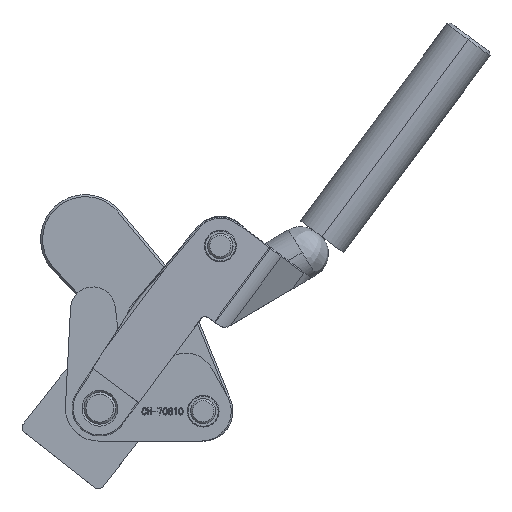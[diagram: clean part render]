
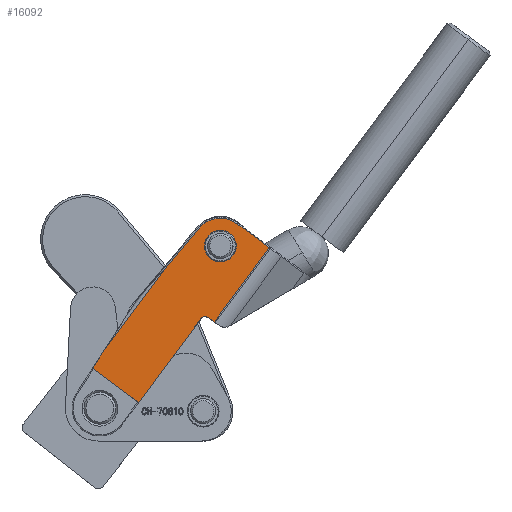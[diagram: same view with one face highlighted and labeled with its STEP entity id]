
A CAD part, top view. The second image highlights one B-rep face of the part: STEP entity #16092.
In plain terms, the highlighted face is planar.
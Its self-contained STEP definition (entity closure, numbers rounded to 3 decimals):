
#1869 = CARTESIAN_POINT ( 'NONE',  ( -93.7, 0., 52.337 ) ) ;
#2172 = CARTESIAN_POINT ( 'NONE',  ( -109.7, 0., 52.337 ) ) ;
#2909 = ORIENTED_EDGE ( 'NONE', *, *, #33497, .F. ) ;
#4289 = CARTESIAN_POINT ( 'NONE',  ( -110.362, -13.512, 51.536 ) ) ;
#5139 = AXIS2_PLACEMENT_3D ( 'NONE', #33556, #61461, #40621 ) ;
#6743 = CARTESIAN_POINT ( 'NONE',  ( -68.958, 14.791, 53.213 ) ) ;
#7966 = LINE ( 'NONE', #84656, #80370 ) ;
#9253 = ORIENTED_EDGE ( 'NONE', *, *, #64315, .T. ) ;
#9323 = VECTOR ( 'NONE', #58506, 1000. ) ;
#9506 = CARTESIAN_POINT ( 'NONE',  ( -115.7, 0., 52.337 ) ) ;
#11104 = CARTESIAN_POINT ( 'NONE',  ( 0., 14., 53.166 ) ) ;
#12057 = CARTESIAN_POINT ( 'NONE',  ( -69.151, 20.34, 53.542 ) ) ;
#12900 = CARTESIAN_POINT ( 'NONE',  ( 0.899, -13.971, 51.509 ) ) ;
#13247 = VERTEX_POINT ( 'NONE', #84827 ) ;
#13674 = CARTESIAN_POINT ( 'NONE',  ( -14., -14.92, 51.453 ) ) ;
#14869 = VERTEX_POINT ( 'NONE', #61020 ) ;
#16092 = ADVANCED_FACE ( 'NONE', ( #19106, #37786 ), #26471, .T. ) ;
#16250 = CARTESIAN_POINT ( 'NONE',  ( 14., 20.34, 53.542 ) ) ;
#16439 = VECTOR ( 'NONE', #30326, 1000. ) ;
#17184 = CARTESIAN_POINT ( 'NONE',  ( -93.7, -16., 51.389 ) ) ;
#19106 = FACE_OUTER_BOUND ( 'NONE', #76101, .T. ) ;
#20084 = ORIENTED_EDGE ( 'NONE', *, *, #81899, .T. ) ;
#21109 = EDGE_CURVE ( 'NONE', #83082, #42147, #32686, .T. ) ;
#21583 = CARTESIAN_POINT ( 'NONE',  ( -109.7, 0., 52.337 ) ) ;
#22974 = EDGE_CURVE ( 'NONE', #61108, #14869, #81716, .T. ) ;
#24136 = ORIENTED_EDGE ( 'NONE', *, *, #25559, .T. ) ;
#24946 = DIRECTION ( 'NONE',  ( -0.035, 0.998, 0.059 ) ) ;
#25465 = VERTEX_POINT ( 'NONE', #67763 ) ;
#25559 = EDGE_CURVE ( 'NONE', #64230, #42147, #73829, .T. ) ;
#25725 =( BOUNDED_CURVE ( )  B_SPLINE_CURVE ( 3, ( #86772, #87074, #17184, #66253 ),
 .UNSPECIFIED., .F., .F. ) 
 B_SPLINE_CURVE_WITH_KNOTS ( ( 4, 4 ),
 ( 4.712, 7.854 ),
 .UNSPECIFIED. ) 
 CURVE ( )  GEOMETRIC_REPRESENTATION_ITEM ( )  RATIONAL_B_SPLINE_CURVE ( ( 1., 0.333, 0.333, 1. ) ) 
 REPRESENTATION_ITEM ( '' )  );
#25983 = VERTEX_POINT ( 'NONE', #67061 ) ;
#26471 = PLANE ( 'NONE',  #5139 ) ;
#26948 = VERTEX_POINT ( 'NONE', #36233 ) ;
#30326 = DIRECTION ( 'NONE',  ( -1., 0., 0. ) ) ;
#30454 = VECTOR ( 'NONE', #57979, 1000. ) ;
#30823 = ORIENTED_EDGE ( 'NONE', *, *, #21109, .F. ) ;
#32094 = ORIENTED_EDGE ( 'NONE', *, *, #69632, .T. ) ;
#32198 = DIRECTION ( 'NONE',  ( -1., 0., 0. ) ) ;
#32686 = LINE ( 'NONE', #36884, #30454 ) ;
#33497 = EDGE_CURVE ( 'NONE', #64230, #13247, #53589, .T. ) ;
#33556 = CARTESIAN_POINT ( 'NONE',  ( 14., -15.618, 51.411 ) ) ;
#34371 = EDGE_CURVE ( 'NONE', #25983, #82994, #74655, .T. ) ;
#34448 = EDGE_CURVE ( 'NONE', #82994, #25983, #25725, .T. ) ;
#36233 = CARTESIAN_POINT ( 'NONE',  ( -66.999, 14., 53.166 ) ) ;
#36884 = CARTESIAN_POINT ( 'NONE',  ( -14., -15.618, 51.411 ) ) ;
#37148 = CARTESIAN_POINT ( 'NONE',  ( -93.7, 16., 53.285 ) ) ;
#37786 = FACE_BOUND ( 'NONE', #43137, .T. ) ;
#39230 = CARTESIAN_POINT ( 'NONE',  ( -115.7, -0.03, 52.335 ) ) ;
#40621 = DIRECTION ( 'NONE',  ( 0., -0.998, -0.059 ) ) ;
#41697 = CARTESIAN_POINT ( 'NONE',  ( -66.999, 14., 53.166 ) ) ;
#42147 = VERTEX_POINT ( 'NONE', #13674 ) ;
#42626 = EDGE_CURVE ( 'NONE', #72901, #13247, #7966, .T. ) ;
#43137 = EDGE_LOOP ( 'NONE', ( #55687, #86502 ) ) ;
#44146 = CARTESIAN_POINT ( 'NONE',  ( -109.7, 16., 53.285 ) ) ;
#45597 = VECTOR ( 'NONE', #24946, 1000. ) ;
#48710 = ORIENTED_EDGE ( 'NONE', *, *, #42626, .T. ) ;
#50177 =( BOUNDED_CURVE ( )  B_SPLINE_CURVE ( 3, ( #41697, #69597, #6743, #55733 ),
 .UNSPECIFIED., .F., .F. ) 
 B_SPLINE_CURVE_WITH_KNOTS ( ( 4, 4 ),
 ( 0., 1.536 ),
 .UNSPECIFIED. ) 
 CURVE ( )  GEOMETRIC_REPRESENTATION_ITEM ( )  RATIONAL_B_SPLINE_CURVE ( ( 1., 0.813, 0.813, 1. ) ) 
 REPRESENTATION_ITEM ( '' )  );
#51145 = VECTOR ( 'NONE', #32198, 1000. ) ;
#51520 = ORIENTED_EDGE ( 'NONE', *, *, #69377, .T. ) ;
#52458 = LINE ( 'NONE', #16250, #16439 ) ;
#52844 = CARTESIAN_POINT ( 'NONE',  ( -68.998, 15.961, 53.282 ) ) ;
#53291 = CARTESIAN_POINT ( 'NONE',  ( -102.58, -14.002, 51.507 ) ) ;
#53589 = LINE ( 'NONE', #62124, #88723 ) ;
#54848 = DIRECTION ( 'NONE',  ( 0.998, 0.064, 0.004 ) ) ;
#55231 = ORIENTED_EDGE ( 'NONE', *, *, #79289, .T. ) ;
#55687 = ORIENTED_EDGE ( 'NONE', *, *, #34448, .F. ) ;
#55733 = CARTESIAN_POINT ( 'NONE',  ( -68.997, 15.93, 53.28 ) ) ;
#57325 = VECTOR ( 'NONE', #54848, 1000. ) ;
#57979 = DIRECTION ( 'NONE',  ( 0., -0.998, -0.059 ) ) ;
#58506 = DIRECTION ( 'NONE',  ( 0., -0.998, -0.059 ) ) ;
#60482 = CARTESIAN_POINT ( 'NONE',  ( -115.7, 20.34, 53.542 ) ) ;
#61020 = CARTESIAN_POINT ( 'NONE',  ( -115.7, -0.03, 52.335 ) ) ;
#61108 = VERTEX_POINT ( 'NONE', #60482 ) ;
#61461 = DIRECTION ( 'NONE',  ( 0., -0.059, 0.998 ) ) ;
#62124 = CARTESIAN_POINT ( 'NONE',  ( 14., -15.618, 51.411 ) ) ;
#64173 = ORIENTED_EDGE ( 'NONE', *, *, #22974, .T. ) ;
#64230 = VERTEX_POINT ( 'NONE', #64397 ) ;
#64257 = LINE ( 'NONE', #52844, #45597 ) ;
#64315 = EDGE_CURVE ( 'NONE', #68216, #61108, #52458, .T. ) ;
#64397 = CARTESIAN_POINT ( 'NONE',  ( -24.959, -15.618, 51.411 ) ) ;
#66253 = CARTESIAN_POINT ( 'NONE',  ( -93.7, 0., 52.337 ) ) ;
#67061 = CARTESIAN_POINT ( 'NONE',  ( -93.7, 0., 52.337 ) ) ;
#67763 = CARTESIAN_POINT ( 'NONE',  ( -68.997, 15.93, 53.28 ) ) ;
#68216 = VERTEX_POINT ( 'NONE', #12057 ) ;
#69377 = EDGE_CURVE ( 'NONE', #83082, #26948, #69865, .T. ) ;
#69597 = CARTESIAN_POINT ( 'NONE',  ( -68.138, 14., 53.166 ) ) ;
#69632 = EDGE_CURVE ( 'NONE', #26948, #25465, #50177, .T. ) ;
#69865 = LINE ( 'NONE', #11104, #51145 ) ;
#70429 =( BOUNDED_CURVE ( )  B_SPLINE_CURVE ( 3, ( #39230, #81230, #4289, #53291 ),
 .UNSPECIFIED., .F., .F. ) 
 B_SPLINE_CURVE_WITH_KNOTS ( ( 4, 4 ),
 ( 4.712, 6.22 ),
 .UNSPECIFIED. ) 
 CURVE ( )  GEOMETRIC_REPRESENTATION_ITEM ( )  RATIONAL_B_SPLINE_CURVE ( ( 1., 0.819, 0.819, 1. ) ) 
 REPRESENTATION_ITEM ( '' )  );
#70881 = DIRECTION ( 'NONE',  ( 0.998, -0.063, -0.004 ) ) ;
#72901 = VERTEX_POINT ( 'NONE', #74799 ) ;
#73829 = LINE ( 'NONE', #12900, #57325 ) ;
#74655 =( BOUNDED_CURVE ( )  B_SPLINE_CURVE ( 3, ( #1869, #37148, #44146, #2172 ),
 .UNSPECIFIED., .F., .T. ) 
 B_SPLINE_CURVE_WITH_KNOTS ( ( 4, 4 ),
 ( 1.571, 4.712 ),
 .UNSPECIFIED. ) 
 CURVE ( )  GEOMETRIC_REPRESENTATION_ITEM ( )  RATIONAL_B_SPLINE_CURVE ( ( 1., 0.333, 0.333, 1. ) ) 
 REPRESENTATION_ITEM ( '' )  );
#74799 = CARTESIAN_POINT ( 'NONE',  ( -102.58, -14.002, 51.507 ) ) ;
#76101 = EDGE_LOOP ( 'NONE', ( #20084, #48710, #2909, #24136, #30823, #51520, #32094, #55231, #9253, #64173 ) ) ;
#76532 = DIRECTION ( 'NONE',  ( -1., 0., 0. ) ) ;
#78312 = CARTESIAN_POINT ( 'NONE',  ( -14., 14., 53.166 ) ) ;
#79289 = EDGE_CURVE ( 'NONE', #25465, #68216, #64257, .T. ) ;
#80370 = VECTOR ( 'NONE', #70881, 1000. ) ;
#81230 = CARTESIAN_POINT ( 'NONE',  ( -115.7, -7.827, 51.873 ) ) ;
#81716 = LINE ( 'NONE', #9506, #9323 ) ;
#81899 = EDGE_CURVE ( 'NONE', #14869, #72901, #70429, .T. ) ;
#82994 = VERTEX_POINT ( 'NONE', #21583 ) ;
#83082 = VERTEX_POINT ( 'NONE', #78312 ) ;
#84656 = CARTESIAN_POINT ( 'NONE',  ( -84.362, -15.149, 51.439 ) ) ;
#84827 = CARTESIAN_POINT ( 'NONE',  ( -76.903, -15.618, 51.411 ) ) ;
#86502 = ORIENTED_EDGE ( 'NONE', *, *, #34371, .F. ) ;
#86772 = CARTESIAN_POINT ( 'NONE',  ( -109.7, 0., 52.337 ) ) ;
#87074 = CARTESIAN_POINT ( 'NONE',  ( -109.7, -16., 51.389 ) ) ;
#88723 = VECTOR ( 'NONE', #76532, 1000. ) ;
